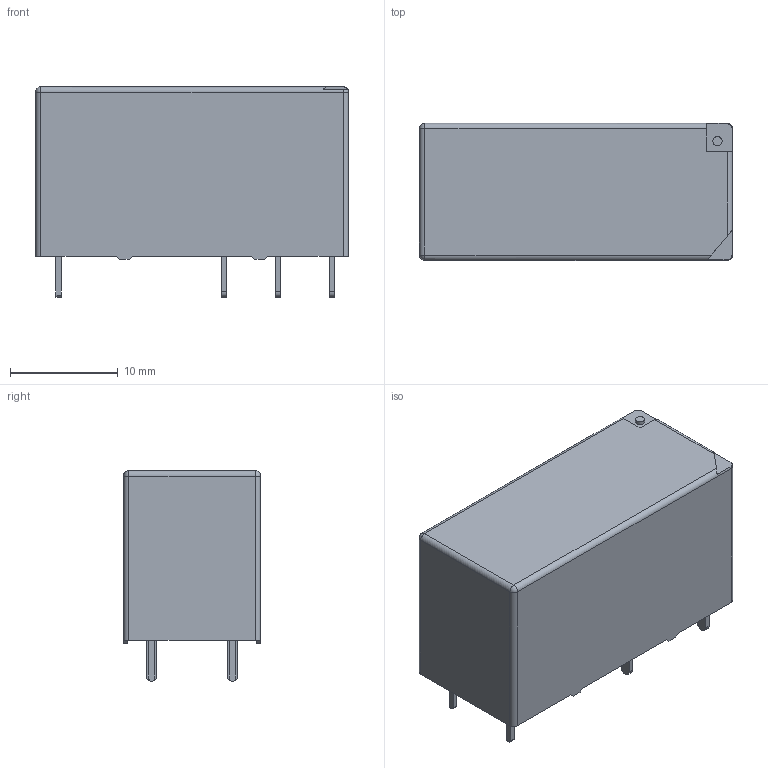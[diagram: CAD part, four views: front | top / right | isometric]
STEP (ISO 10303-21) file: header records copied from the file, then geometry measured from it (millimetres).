
FILE_DESCRIPTION (( 'STEP AP214' ), '1' );
FILE_NAME ('RELAY-TH_HFE20-1-12-1ZST-L1.step', '2022-07-09T13:30:24', ( '' ), ( '' ), 'SwSTEP 2.0', 'SolidWorks 2020', '' );
FILE_SCHEMA (( 'AUTOMOTIVE_DESIGN' ));
Length unit declared in the file: millimetre
Products named in the file (1): RELAY-TH_HFE20-1-12-1ZST-L1
Bounding box: 29 x 12.71 x 19.5 mm (x, y, z)
Volume: 5780.3 mm3; surface area: 2070.3 mm2
Topology: 1 solids, 1 shells, 357 faces, 963 edges, 636 vertices
Faces by surface type: plane 221, bspline 112, cylinder 20, sphere 4
Entity records: 15779 total; most frequent: CARTESIAN_POINT 4063, ORIENTED_EDGE 1918, DIRECTION 1265, EDGE_CURVE 959, VECTOR 685, LINE 685, VERTEX_POINT 636, EDGE_LOOP 389
